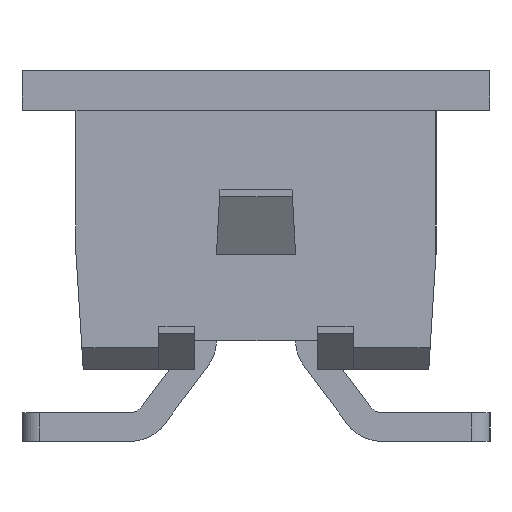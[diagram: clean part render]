
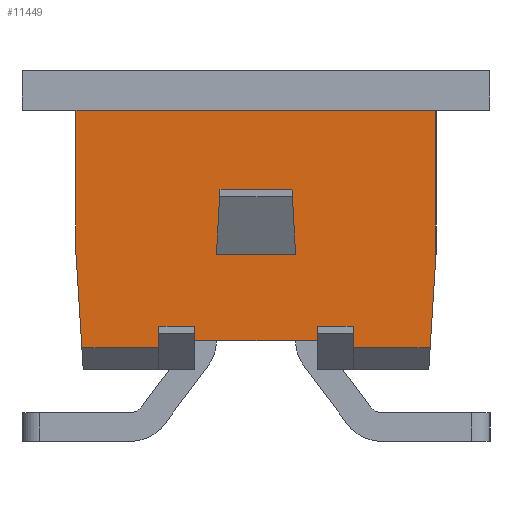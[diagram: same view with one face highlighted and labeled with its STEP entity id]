
A CAD part, front view. The second image highlights one B-rep face of the part: STEP entity #11449.
In plain terms, the highlighted face is planar.
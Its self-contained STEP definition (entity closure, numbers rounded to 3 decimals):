
#1026=ORIENTED_EDGE('',*,*,#2993,.T.);
#1027=ORIENTED_EDGE('',*,*,#3001,.T.);
#1028=ORIENTED_EDGE('',*,*,#3055,.F.);
#1029=ORIENTED_EDGE('',*,*,#3158,.T.);
#1030=ORIENTED_EDGE('',*,*,#3059,.F.);
#1031=ORIENTED_EDGE('',*,*,#3023,.F.);
#1032=ORIENTED_EDGE('',*,*,#3016,.T.);
#1033=ORIENTED_EDGE('',*,*,#3172,.T.);
#1034=ORIENTED_EDGE('',*,*,#3034,.F.);
#1035=ORIENTED_EDGE('',*,*,#3102,.F.);
#1036=ORIENTED_EDGE('',*,*,#2911,.F.);
#1037=ORIENTED_EDGE('',*,*,#3097,.T.);
#1038=ORIENTED_EDGE('',*,*,#3042,.T.);
#1039=ORIENTED_EDGE('',*,*,#3173,.T.);
#1040=ORIENTED_EDGE('',*,*,#2960,.T.);
#1041=ORIENTED_EDGE('',*,*,#3174,.T.);
#1042=ORIENTED_EDGE('',*,*,#2967,.F.);
#1043=ORIENTED_EDGE('',*,*,#3175,.F.);
#2911=EDGE_CURVE('',#4097,#4090,#4857,.T.);
#2960=EDGE_CURVE('',#4114,#4115,#4890,.T.);
#2967=EDGE_CURVE('',#4121,#4118,#4897,.T.);
#2993=EDGE_CURVE('',#4145,#4144,#4923,.T.);
#3001=EDGE_CURVE('',#4144,#4149,#4931,.T.);
#3016=EDGE_CURVE('',#4162,#4160,#4946,.T.);
#3023=EDGE_CURVE('',#4162,#4167,#4953,.T.);
#3034=EDGE_CURVE('',#4176,#4177,#4964,.T.);
#3042=EDGE_CURVE('',#4185,#4184,#4972,.T.);
#3055=EDGE_CURVE('',#4190,#4149,#4985,.T.);
#3059=EDGE_CURVE('',#4167,#4194,#4989,.T.);
#3097=EDGE_CURVE('',#4097,#4185,#5019,.T.);
#3102=EDGE_CURVE('',#4090,#4176,#5024,.T.);
#3158=EDGE_CURVE('',#4190,#4194,#5080,.T.);
#3172=EDGE_CURVE('',#4160,#4177,#5094,.T.);
#3173=EDGE_CURVE('',#4184,#4145,#5095,.T.);
#3174=EDGE_CURVE('',#4115,#4118,#5096,.T.);
#3175=EDGE_CURVE('',#4114,#4121,#5097,.T.);
#4090=VERTEX_POINT('',#15231);
#4097=VERTEX_POINT('',#15244);
#4114=VERTEX_POINT('',#15336);
#4115=VERTEX_POINT('',#15337);
#4118=VERTEX_POINT('',#15345);
#4121=VERTEX_POINT('',#15350);
#4144=VERTEX_POINT('',#15406);
#4145=VERTEX_POINT('',#15408);
#4149=VERTEX_POINT('',#15422);
#4160=VERTEX_POINT('',#15453);
#4162=VERTEX_POINT('',#15456);
#4167=VERTEX_POINT('',#15467);
#4176=VERTEX_POINT('',#15491);
#4177=VERTEX_POINT('',#15493);
#4184=VERTEX_POINT('',#15508);
#4185=VERTEX_POINT('',#15510);
#4190=VERTEX_POINT('',#15531);
#4194=VERTEX_POINT('',#15541);
#4857=LINE('',#15245,#5819);
#4890=LINE('',#15335,#5852);
#4897=LINE('',#15351,#5859);
#4923=LINE('',#15407,#5885);
#4931=LINE('',#15423,#5893);
#4946=LINE('',#15455,#5908);
#4953=LINE('',#15469,#5915);
#4964=LINE('',#15492,#5926);
#4972=LINE('',#15509,#5934);
#4985=LINE('',#15533,#5947);
#4989=LINE('',#15540,#5951);
#5019=LINE('',#15612,#5981);
#5024=LINE('',#15620,#5986);
#5080=LINE('',#15719,#6042);
#5094=LINE('',#15735,#6056);
#5095=LINE('',#15737,#6057);
#5096=LINE('',#15739,#6058);
#5097=LINE('',#15740,#6059);
#5819=VECTOR('',#12781,1000.);
#5852=VECTOR('',#12896,1000.);
#5859=VECTOR('',#12905,1000.);
#5885=VECTOR('',#12945,1000.);
#5893=VECTOR('',#12959,1000.);
#5908=VECTOR('',#12984,1000.);
#5915=VECTOR('',#12993,1000.);
#5926=VECTOR('',#13010,1000.);
#5934=VECTOR('',#13020,1000.);
#5947=VECTOR('',#13041,1000.);
#5951=VECTOR('',#13047,1000.);
#5981=VECTOR('',#13129,1000.);
#5986=VECTOR('',#13140,1000.);
#6042=VECTOR('',#13202,1000.);
#6056=VECTOR('',#13220,1000.);
#6057=VECTOR('',#13223,1000.);
#6058=VECTOR('',#13226,1000.);
#6059=VECTOR('',#13227,1000.);
#6794=EDGE_LOOP('',(#1026,#1027,#1028,#1029,#1030,#1031,#1032,#1033,#1034,
#1035,#1036,#1037,#1038,#1039));
#6795=EDGE_LOOP('',(#1040,#1041,#1042,#1043));
#7308=FACE_BOUND('',#6794,.T.);
#7309=FACE_BOUND('',#6795,.T.);
#7779=PLANE('',#11992);
#11449=ADVANCED_FACE('',(#7308,#7309),#7779,.F.);
#11992=AXIS2_PLACEMENT_3D('',#15738,#13224,#13225);
#12781=DIRECTION('',(0.,-1.,0.));
#12896=DIRECTION('',(0.,-0.055,-0.998));
#12905=DIRECTION('',(0.,0.055,-0.998));
#12945=DIRECTION('',(0.,0.,1.));
#12959=DIRECTION('',(0.,-1.,0.));
#12984=DIRECTION('',(0.,0.,-1.));
#12993=DIRECTION('',(0.,1.,0.));
#13010=DIRECTION('',(0.,0.062,-0.998));
#13020=DIRECTION('',(0.,-0.062,-0.998));
#13041=DIRECTION('',(0.,0.,1.));
#13047=DIRECTION('',(0.,0.,-1.));
#13129=DIRECTION('',(0.,0.,-1.));
#13140=DIRECTION('',(0.,0.,-1.));
#13202=DIRECTION('',(0.,-1.,0.));
#13220=DIRECTION('',(0.,-1.,0.));
#13223=DIRECTION('',(0.,-1.,0.));
#13224=DIRECTION('',(1.,0.,0.));
#13225=DIRECTION('',(0.,0.,-1.));
#13226=DIRECTION('',(0.,1.,0.));
#13227=DIRECTION('',(0.,1.,0.));
#15231=CARTESIAN_POINT('',(-7.365,-2.5,3.6));
#15244=CARTESIAN_POINT('',(-7.365,2.5,3.6));
#15245=CARTESIAN_POINT('',(-7.365,2.5,3.6));
#15335=CARTESIAN_POINT('',(-7.365,-0.5,2.5));
#15336=CARTESIAN_POINT('',(-7.365,-0.5,2.5));
#15337=CARTESIAN_POINT('',(-7.365,-0.55,1.6));
#15345=CARTESIAN_POINT('',(-7.365,0.55,1.6));
#15350=CARTESIAN_POINT('',(-7.365,0.5,2.5));
#15351=CARTESIAN_POINT('',(-7.365,0.5,2.5));
#15406=CARTESIAN_POINT('',(-7.365,1.35,0.6));
#15407=CARTESIAN_POINT('',(-7.365,1.35,0.3));
#15408=CARTESIAN_POINT('',(-7.365,1.35,0.3));
#15422=CARTESIAN_POINT('',(-7.365,0.85,0.6));
#15423=CARTESIAN_POINT('',(-7.365,1.35,0.6));
#15453=CARTESIAN_POINT('',(-7.365,-1.35,0.3));
#15455=CARTESIAN_POINT('',(-7.365,-1.35,0.6));
#15456=CARTESIAN_POINT('',(-7.365,-1.35,0.6));
#15467=CARTESIAN_POINT('',(-7.365,-0.85,0.6));
#15469=CARTESIAN_POINT('',(-7.365,-1.35,0.6));
#15491=CARTESIAN_POINT('',(-7.365,-2.5,1.6));
#15492=CARTESIAN_POINT('',(-7.365,-2.605,3.281));
#15493=CARTESIAN_POINT('',(-7.365,-2.419,0.3));
#15508=CARTESIAN_POINT('',(-7.365,2.419,0.3));
#15509=CARTESIAN_POINT('',(-7.365,2.625,3.592));
#15510=CARTESIAN_POINT('',(-7.365,2.5,1.6));
#15531=CARTESIAN_POINT('',(-7.365,0.85,0.4));
#15533=CARTESIAN_POINT('',(-7.365,0.85,0.3));
#15540=CARTESIAN_POINT('',(-7.365,-0.85,0.6));
#15541=CARTESIAN_POINT('',(-7.365,-0.85,0.4));
#15612=CARTESIAN_POINT('',(-7.365,2.5,3.6));
#15620=CARTESIAN_POINT('',(-7.365,-2.5,3.6));
#15719=CARTESIAN_POINT('',(-7.365,2.5,0.4));
#15735=CARTESIAN_POINT('',(-7.365,2.5,0.3));
#15737=CARTESIAN_POINT('',(-7.365,2.5,0.3));
#15738=CARTESIAN_POINT('',(-7.365,2.5,3.6));
#15739=CARTESIAN_POINT('',(-7.365,-0.55,1.6));
#15740=CARTESIAN_POINT('',(-7.365,-0.55,2.5));
